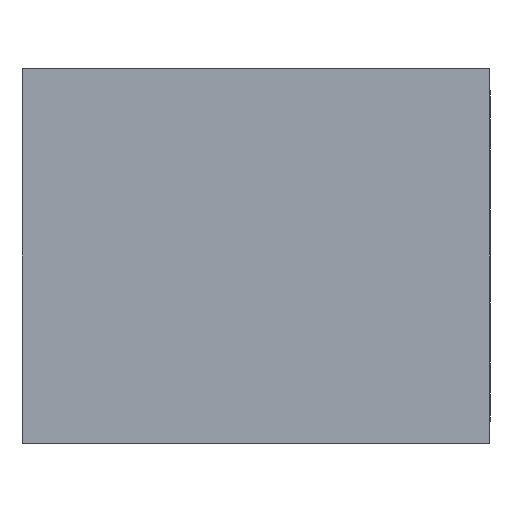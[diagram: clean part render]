
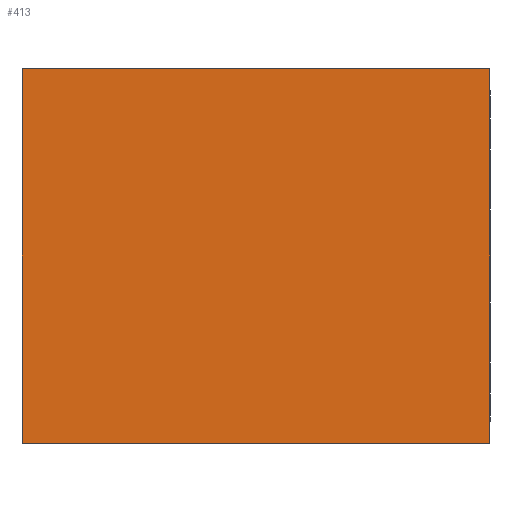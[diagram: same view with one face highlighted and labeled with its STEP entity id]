
A CAD part, left-side view. The second image highlights one B-rep face of the part: STEP entity #413.
In plain terms, the highlighted planar face has unit normal (-1, 0, 0).
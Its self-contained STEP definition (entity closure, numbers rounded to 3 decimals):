
#71=FACE_OUTER_BOUND('',#98,.T.);
#98=EDGE_LOOP('',(#378,#379,#380,#381));
#120=LINE('',#678,#157);
#128=LINE('',#692,#165);
#129=LINE('',#694,#166);
#135=LINE('',#705,#172);
#157=VECTOR('',#560,10.);
#165=VECTOR('',#572,10.);
#166=VECTOR('',#575,10.);
#172=VECTOR('',#587,10.);
#203=VERTEX_POINT('',#676);
#204=VERTEX_POINT('',#677);
#207=VERTEX_POINT('',#688);
#208=VERTEX_POINT('',#690);
#252=EDGE_CURVE('',#203,#204,#120,.T.);
#260=EDGE_CURVE('',#207,#208,#128,.T.);
#261=EDGE_CURVE('',#204,#207,#129,.T.);
#267=EDGE_CURVE('',#208,#203,#135,.T.);
#378=ORIENTED_EDGE('',*,*,#260,.T.);
#379=ORIENTED_EDGE('',*,*,#267,.T.);
#380=ORIENTED_EDGE('',*,*,#252,.T.);
#381=ORIENTED_EDGE('',*,*,#261,.T.);
#392=PLANE('',#468);
#413=ADVANCED_FACE('',(#71),#392,.F.);
#468=AXIS2_PLACEMENT_3D('',#706,#588,#589);
#560=DIRECTION('',(0.,0.,-1.));
#572=DIRECTION('',(0.,0.,1.));
#575=DIRECTION('',(0.,-1.,0.));
#587=DIRECTION('',(0.,1.,0.));
#588=DIRECTION('center_axis',(1.,0.,0.));
#589=DIRECTION('ref_axis',(0.,0.,-1.));
#676=CARTESIAN_POINT('',(-42.,4.997,8.));
#677=CARTESIAN_POINT('',(-42.,4.997,0.));
#678=CARTESIAN_POINT('',(-42.,4.997,4.005));
#688=CARTESIAN_POINT('',(-42.,-5.003,0.));
#690=CARTESIAN_POINT('',(-42.,-5.003,8.));
#692=CARTESIAN_POINT('',(-42.,-5.003,3.996));
#694=CARTESIAN_POINT('',(-42.,-0.321,0.));
#705=CARTESIAN_POINT('',(-42.,-0.321,8.));
#706=CARTESIAN_POINT('Origin',(-42.,-0.003,4.));
